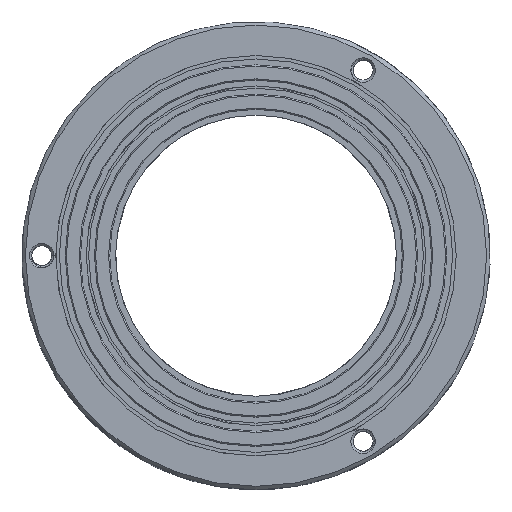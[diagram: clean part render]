
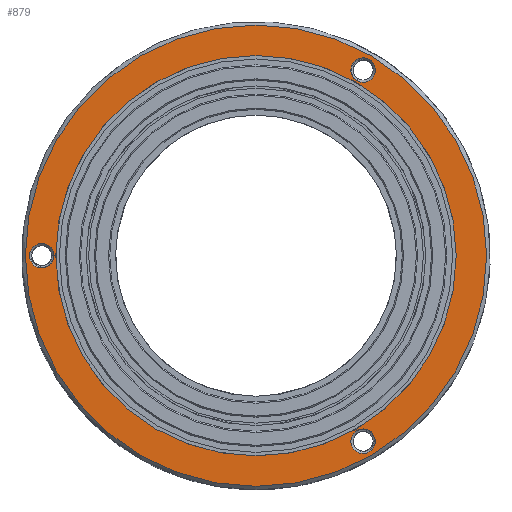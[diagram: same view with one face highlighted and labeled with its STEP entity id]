
A CAD part, left-side view. The second image highlights one B-rep face of the part: STEP entity #879.
In plain terms, the highlighted planar face has unit normal (-1, 0, 0).
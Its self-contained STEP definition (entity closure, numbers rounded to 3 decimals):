
#221 = VERTEX_POINT ( 'NONE', #21499 ) ;
#879 = ADVANCED_FACE ( 'NONE', ( #3681, #18989, #24216, #3555, #9053 ), #11150, .F. ) ;
#1318 = ORIENTED_EDGE ( 'NONE', *, *, #8729, .F. ) ;
#1979 = EDGE_CURVE ( 'NONE', #11790, #11790, #3779, .T. ) ;
#2009 = DIRECTION ( 'NONE',  ( 0., 0., 1. ) ) ;
#2010 = VERTEX_POINT ( 'NONE', #19227 ) ;
#2376 = CARTESIAN_POINT ( 'NONE',  ( 6.5, 0., 0. ) ) ;
#2744 = DIRECTION ( 'NONE',  ( 0., 0., -1. ) ) ;
#2823 = AXIS2_PLACEMENT_3D ( 'NONE', #22731, #5481, #8976 ) ;
#3555 = FACE_BOUND ( 'NONE', #10804, .T. ) ;
#3681 = FACE_OUTER_BOUND ( 'NONE', #11587, .T. ) ;
#3779 = CIRCLE ( 'NONE', #21002, 1.05 ) ;
#4057 = CARTESIAN_POINT ( 'NONE',  ( 6.5, -9.15, 14.798 ) ) ;
#4655 = CARTESIAN_POINT ( 'NONE',  ( 6.5, -9.15, -15.848 ) ) ;
#4901 = ORIENTED_EDGE ( 'NONE', *, *, #1979, .T. ) ;
#5481 = DIRECTION ( 'NONE',  ( 1., 0., 0. ) ) ;
#6046 = CIRCLE ( 'NONE', #7228, 19.7 ) ;
#6047 = DIRECTION ( 'NONE',  ( 1., 0., 0. ) ) ;
#6441 = DIRECTION ( 'NONE',  ( 0., 0., -1. ) ) ;
#7228 = AXIS2_PLACEMENT_3D ( 'NONE', #20367, #24363, #8434 ) ;
#7243 = EDGE_CURVE ( 'NONE', #2010, #2010, #22602, .T. ) ;
#7860 = CIRCLE ( 'NONE', #22355, 17.1 ) ;
#8074 = CARTESIAN_POINT ( 'NONE',  ( 6.5, -9.15, 15.848 ) ) ;
#8434 = DIRECTION ( 'NONE',  ( 0., 0., -1. ) ) ;
#8729 = EDGE_CURVE ( 'NONE', #13543, #13543, #7860, .T. ) ;
#8976 = DIRECTION ( 'NONE',  ( 0., 0., -1. ) ) ;
#9053 = FACE_BOUND ( 'NONE', #18501, .T. ) ;
#9655 = CARTESIAN_POINT ( 'NONE',  ( 6.5, 0., 17.1 ) ) ;
#9895 = DIRECTION ( 'NONE',  ( 0., 0., -1. ) ) ;
#9980 = VERTEX_POINT ( 'NONE', #14131 ) ;
#9983 = CIRCLE ( 'NONE', #2823, 1.05 ) ;
#10804 = EDGE_LOOP ( 'NONE', ( #21338 ) ) ;
#11150 = PLANE ( 'NONE',  #24661 ) ;
#11471 = EDGE_CURVE ( 'NONE', #221, #221, #9983, .T. ) ;
#11587 = EDGE_LOOP ( 'NONE', ( #15611 ) ) ;
#11790 = VERTEX_POINT ( 'NONE', #4057 ) ;
#12196 = DIRECTION ( 'NONE',  ( 1., 0., 0. ) ) ;
#13543 = VERTEX_POINT ( 'NONE', #9655 ) ;
#13678 = EDGE_LOOP ( 'NONE', ( #23820 ) ) ;
#14131 = CARTESIAN_POINT ( 'NONE',  ( 6.5, 0., -19.7 ) ) ;
#14913 = AXIS2_PLACEMENT_3D ( 'NONE', #4655, #21742, #2744 ) ;
#15611 = ORIENTED_EDGE ( 'NONE', *, *, #19321, .T. ) ;
#16693 = CARTESIAN_POINT ( 'NONE',  ( 6.5, 20., 0. ) ) ;
#17705 = DIRECTION ( 'NONE',  ( -1., 0., 0. ) ) ;
#18501 = EDGE_LOOP ( 'NONE', ( #1318 ) ) ;
#18989 = FACE_BOUND ( 'NONE', #13678, .T. ) ;
#19227 = CARTESIAN_POINT ( 'NONE',  ( 6.5, -9.15, -16.898 ) ) ;
#19321 = EDGE_CURVE ( 'NONE', #9980, #9980, #6046, .T. ) ;
#20367 = CARTESIAN_POINT ( 'NONE',  ( 6.5, 0., 0. ) ) ;
#20922 = EDGE_LOOP ( 'NONE', ( #4901 ) ) ;
#21002 = AXIS2_PLACEMENT_3D ( 'NONE', #8074, #12196, #6441 ) ;
#21338 = ORIENTED_EDGE ( 'NONE', *, *, #11471, .T. ) ;
#21499 = CARTESIAN_POINT ( 'NONE',  ( 6.5, 18.3, -1.05 ) ) ;
#21742 = DIRECTION ( 'NONE',  ( 1., 0., 0. ) ) ;
#22355 = AXIS2_PLACEMENT_3D ( 'NONE', #2376, #17705, #2009 ) ;
#22602 = CIRCLE ( 'NONE', #14913, 1.05 ) ;
#22731 = CARTESIAN_POINT ( 'NONE',  ( 6.5, 18.3, 0. ) ) ;
#23820 = ORIENTED_EDGE ( 'NONE', *, *, #7243, .T. ) ;
#24216 = FACE_BOUND ( 'NONE', #20922, .T. ) ;
#24363 = DIRECTION ( 'NONE',  ( -1., 0., 0. ) ) ;
#24661 = AXIS2_PLACEMENT_3D ( 'NONE', #16693, #6047, #9895 ) ;
